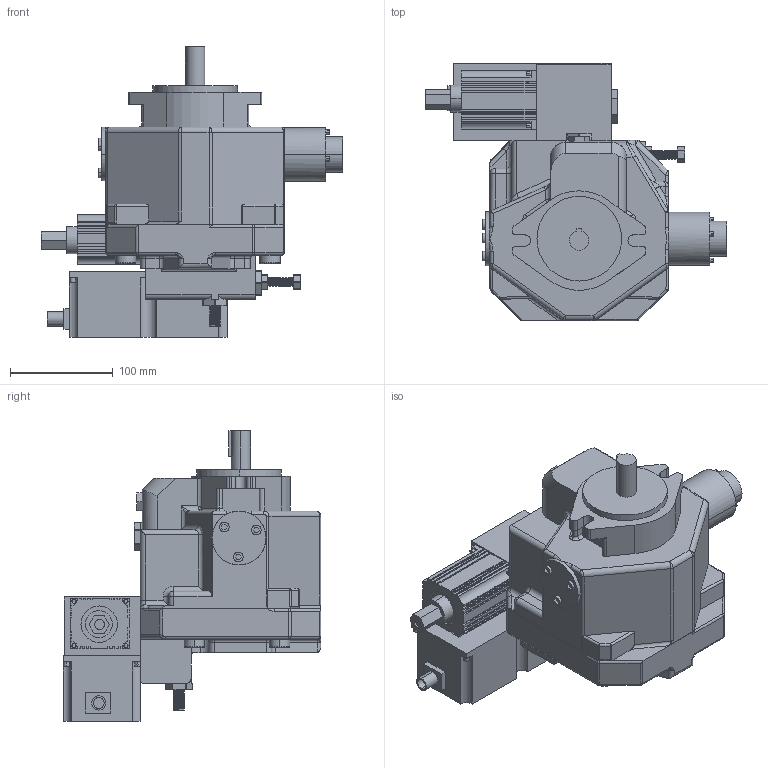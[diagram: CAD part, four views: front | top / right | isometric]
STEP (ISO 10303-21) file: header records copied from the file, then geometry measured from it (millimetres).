
FILE_DESCRIPTION (( 'STEP AP203' ), '1' );
FILE_NAME ('A16_FR04EH_42_ASSY.STEP', '2022-02-26T05:33:38', ( '' ), ( '' ), 'SwSTEP 2.0', 'SolidWorks 2019', '' );
FILE_SCHEMA (( 'CONFIG_CONTROL_DESIGN' ));
Length unit declared in the file: millimetre
Products named in the file (3): Prop valve(OBE)-A16A22A37A56 rev1; A16_FR04EH; A16_FR04EH_42_ASSY
Assembly tree (2 placements, depth 2):
  A16_FR04EH_42_ASSY
    A16_FR04EH
    Prop valve(OBE)-A16A22A37A56 rev1
Bounding box: 294.3 x 251.23 x 283.5 mm (x, y, z)
Volume: 5272522.7 mm3; surface area: 351685.4 mm2
Topology: 3 solids, 4 shells, 900 faces, 2365 edges, 1501 vertices
Faces by surface type: plane 478, cylinder 330, bspline 37, torus 23, cone 16, sphere 16
Entity records: 33988 total; most frequent: CARTESIAN_POINT 12158, ORIENTED_EDGE 4666, DIRECTION 4309, EDGE_CURVE 2333, LINE 1555, VECTOR 1555, VERTEX_POINT 1501, AXIS2_PLACEMENT_3D 1377
